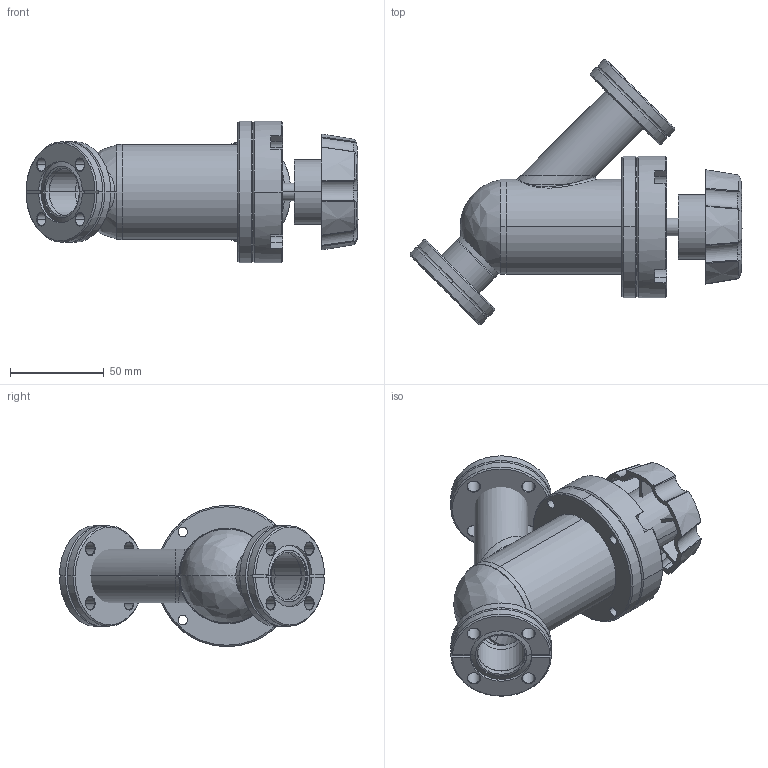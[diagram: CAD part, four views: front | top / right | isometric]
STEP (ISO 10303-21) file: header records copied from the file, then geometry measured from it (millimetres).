
FILE_DESCRIPTION (( 'STEP AP214' ), '1' );
FILE_NAME ('SVV-112-22_STRAIGHT_THRU_VALVE.STEP', '2020-04-11T01:12:32', ( 'admin' ), ( 'Microsoft' ), 'SwSTEP 2.0', 'SolidWorks 2016', '' );
FILE_SCHEMA (( 'AUTOMOTIVE_DESIGN' ));
Length unit declared in the file: inch
Products named in the file (1): SVV-112-22_STRAIGHT_THRU_VALVE
Bounding box: 177.52 x 141.72 x 75.56 mm (x, y, z)
Volume: 192319.1 mm3; surface area: 112678.5 mm2
Topology: 15 solids, 15 shells, 437 faces, 1110 edges, 716 vertices
Faces by surface type: cylinder 169, cone 126, plane 113, bspline 28, sphere 1
Entity records: 16484 total; most frequent: CARTESIAN_POINT 5772, ORIENTED_EDGE 2212, DIRECTION 2182, EDGE_CURVE 1106, AXIS2_PLACEMENT_3D 894, VERTEX_POINT 716, EDGE_LOOP 514, CIRCLE 484
